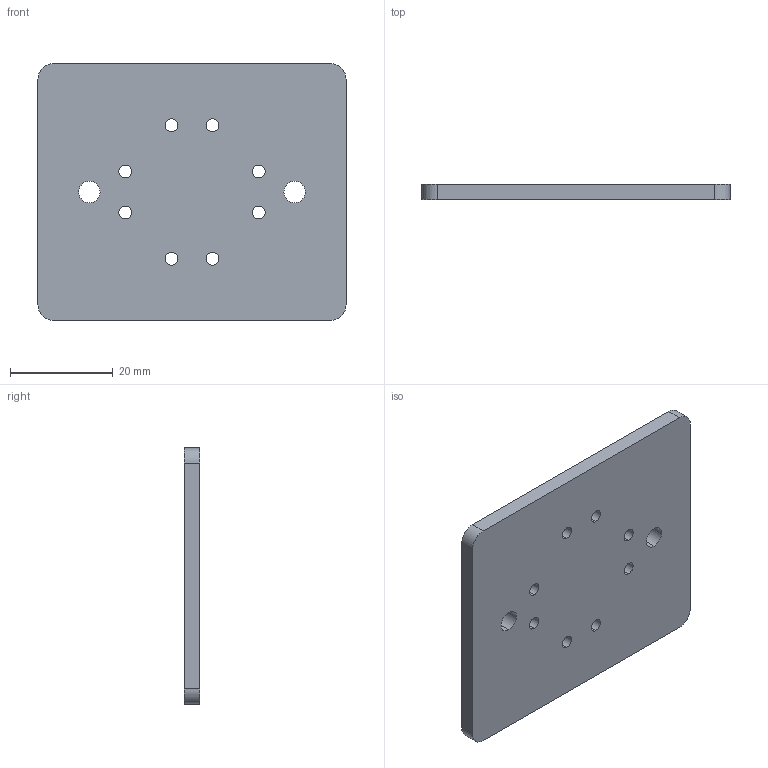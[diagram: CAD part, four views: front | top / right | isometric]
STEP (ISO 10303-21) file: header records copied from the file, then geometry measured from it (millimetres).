
FILE_DESCRIPTION (( 'STEP AP214' ), '1' );
FILE_NAME ('KammeraMontageplatte.STEP', '2024-07-03T11:08:03', ( '' ), ( '' ), 'SwSTEP 2.0', 'SolidWorks 2020', '' );
FILE_SCHEMA (( 'AUTOMOTIVE_DESIGN' ));
Length unit declared in the file: millimetre
Products named in the file (1): KammeraMontageplatte
Bounding box: 60 x 3 x 50 mm (x, y, z)
Volume: 8736.1 mm3; surface area: 6736.4 mm2
Topology: 1 solids, 1 shells, 46 faces, 116 edges, 72 vertices
Faces by surface type: cylinder 24, cone 16, plane 6
Entity records: 1514 total; most frequent: DIRECTION 274, CARTESIAN_POINT 235, ORIENTED_EDGE 232, EDGE_CURVE 116, AXIS2_PLACEMENT_3D 111, VERTEX_POINT 72, EDGE_LOOP 66, CIRCLE 64
